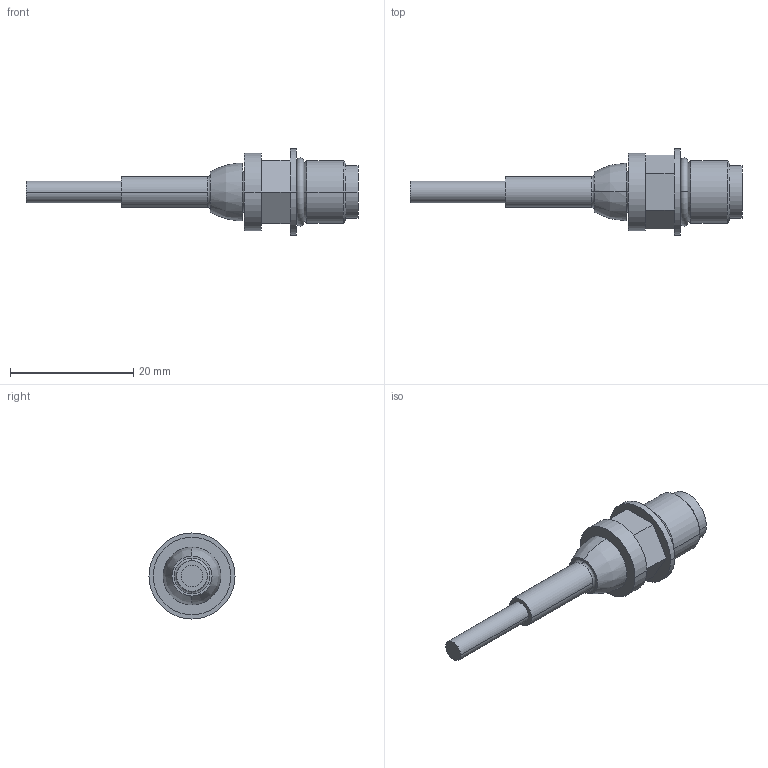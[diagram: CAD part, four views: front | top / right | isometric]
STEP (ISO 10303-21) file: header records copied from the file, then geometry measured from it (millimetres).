
FILE_DESCRIPTION((''),'2;1');
FILE_NAME('PFT510 (3-8-24 Thread).stp','2011-01-17T15:55:16',(''),(''),'Mechanical Desktop 2008','Mechanical Desktop 2008',', , ');
FILE_SCHEMA(('CONFIG_CONTROL_DESIGN'));
Length unit declared in the file: inch
Products named in the file (3): PFT510 (3-8-24 THREAD); PART1; PART2
Assembly tree (2 placements, depth 2):
  PFT510 (3-8-24 THREAD)
    PART1
    PART2
Bounding box: 53.95 x 14 x 14 mm (x, y, z)
Volume: 2793.2 mm3; surface area: 2105.4 mm2
Topology: 2 solids, 3 shells, 68 faces, 148 edges, 97 vertices
Faces by surface type: cylinder 26, plane 22, cone 10, bspline 6, torus 4
Entity records: 2237 total; most frequent: CARTESIAN_POINT 544, DIRECTION 372, ORIENTED_EDGE 296, AXIS2_PLACEMENT_3D 159, EDGE_CURVE 148, VERTEX_POINT 96, CIRCLE 94, EDGE_LOOP 80
